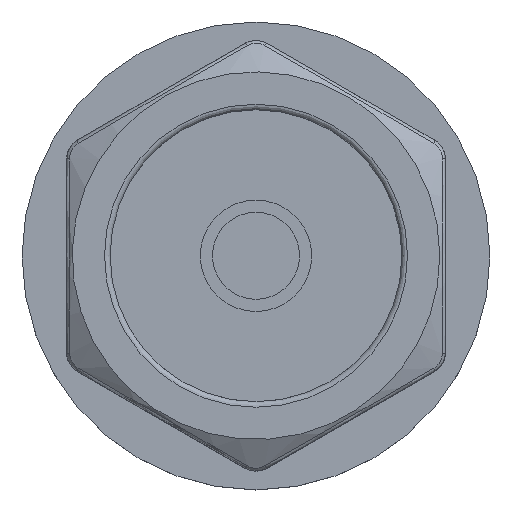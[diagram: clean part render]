
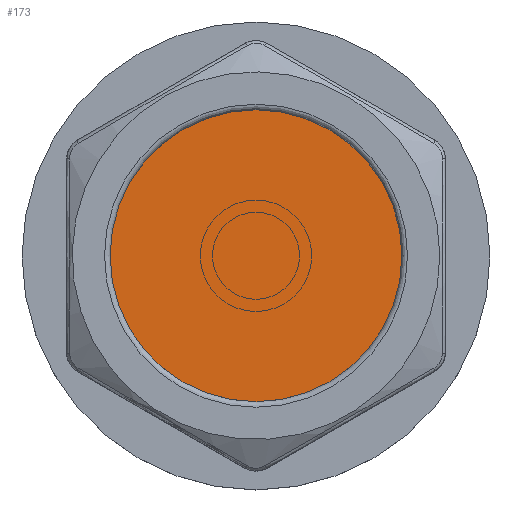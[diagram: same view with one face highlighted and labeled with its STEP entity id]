
A CAD part, top view. The second image highlights one B-rep face of the part: STEP entity #173.
In plain terms, the highlighted planar face has unit normal (0, 0, 1).
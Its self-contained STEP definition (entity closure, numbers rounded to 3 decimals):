
#173 = ADVANCED_FACE( '', ( #369 ), #370, .T. );
#369 = FACE_OUTER_BOUND( '', #1575, .T. );
#370 = PLANE( '', #1576 );
#1575 = EDGE_LOOP( '', ( #1915 ) );
#1576 = AXIS2_PLACEMENT_3D( '', #1916, #1917, #1918 );
#1915 = ORIENTED_EDGE( '', *, *, #2048, .T. );
#1916 = CARTESIAN_POINT( '', ( 0., 0., 15.5 ) );
#1917 = DIRECTION( '', ( 0., 0., 1. ) );
#1918 = DIRECTION( '', ( 1., 0., 0. ) );
#2048 = EDGE_CURVE( '', #2246, #2246, #2247, .T. );
#2246 = VERTEX_POINT( '', #3016 );
#2247 = CIRCLE( '', #3017, 6.55 );
#3016 = CARTESIAN_POINT( '', ( 6.55, 0., 15.5 ) );
#3017 = AXIS2_PLACEMENT_3D( '', #3255, #3256, #3257 );
#3255 = CARTESIAN_POINT( '', ( 0., 0., 15.5 ) );
#3256 = DIRECTION( '', ( 0., 0., 1. ) );
#3257 = DIRECTION( '', ( 1., 0., 0. ) );
